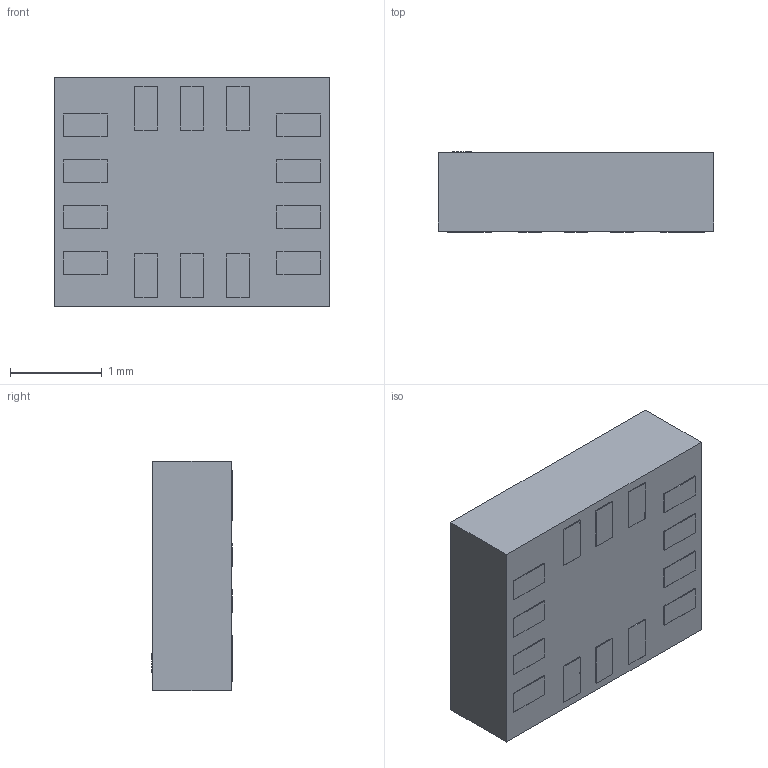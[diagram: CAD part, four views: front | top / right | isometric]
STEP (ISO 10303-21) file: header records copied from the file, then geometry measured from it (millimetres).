
FILE_DESCRIPTION (( 'STEP AP214' ), '1' );
FILE_NAME ('LGA14.STEP', '2019-04-13T13:39:33', ( '' ), ( '' ), 'SwSTEP 2.0', 'SolidWorks 2018', '' );
FILE_SCHEMA (( 'AUTOMOTIVE_DESIGN' ));
Length unit declared in the file: millimetre
Products named in the file (1): LGA14
Bounding box: 3 x 0.88 x 2.5 mm (x, y, z)
Volume: 6.5 mm3; surface area: 24.7 mm2
Topology: 1 solids, 1 shells, 79 faces, 186 edges, 124 vertices
Faces by surface type: plane 77, cylinder 2
Entity records: 3039 total; most frequent: CARTESIAN_POINT 390, ORIENTED_EDGE 372, DIRECTION 350, EDGE_CURVE 186, VECTOR 182, LINE 182, VERTEX_POINT 124, EDGE_LOOP 94
